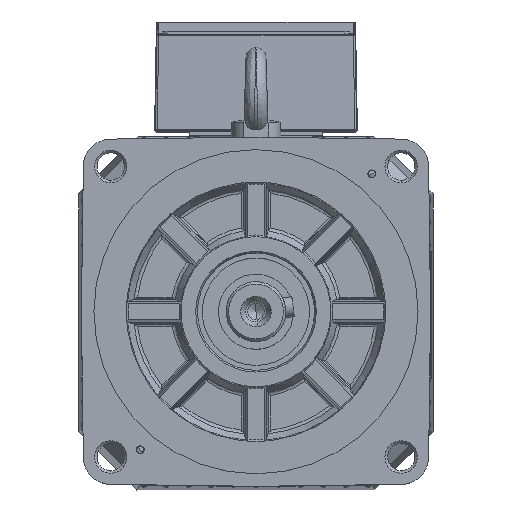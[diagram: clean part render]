
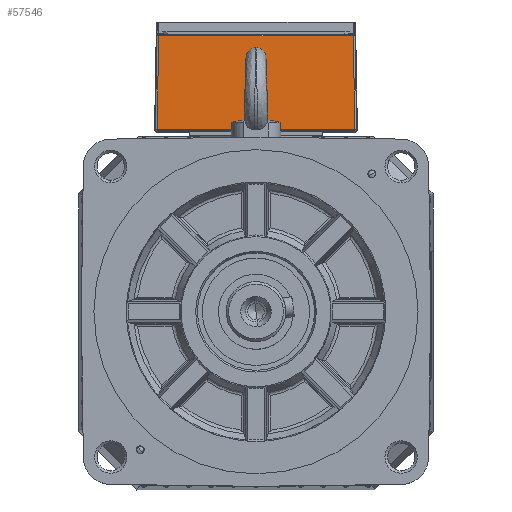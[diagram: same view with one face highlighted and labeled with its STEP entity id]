
A CAD part, top view. The second image highlights one B-rep face of the part: STEP entity #57546.
In plain terms, the highlighted planar face has unit normal (0, 0.018, 1).
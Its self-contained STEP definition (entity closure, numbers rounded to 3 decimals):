
#2020=CARTESIAN_POINT('',(39.009,110.991,35.509));
#2021=VERTEX_POINT('',#2020);
#2037=CARTESIAN_POINT('',(39.663,73.517,36.163));
#2038=VERTEX_POINT('',#2037);
#2039=CARTESIAN_POINT('',(39.009,110.991,35.509));
#2040=DIRECTION('',(0.017,-1.,0.017));
#2041=VECTOR('',#2040,37.485);
#2042=LINE('',#2039,#2041);
#2043=EDGE_CURVE('',#2021,#2038,#2042,.T.);
#56626=CARTESIAN_POINT('',(-39.009,110.991,35.509));
#56627=VERTEX_POINT('',#56626);
#56633=CARTESIAN_POINT('',(-39.009,110.991,35.509));
#56634=CARTESIAN_POINT('',(-38.87,110.991,35.509));
#56635=CARTESIAN_POINT('',(-38.738,110.991,35.509));
#56636=CARTESIAN_POINT('',(-38.398,110.991,35.509));
#56637=CARTESIAN_POINT('',(-38.194,110.991,35.509));
#56638=CARTESIAN_POINT('',(-37.583,110.991,35.509));
#56639=CARTESIAN_POINT('',(-37.177,110.991,35.509));
#56640=CARTESIAN_POINT('',(-35.957,110.991,35.509));
#56641=CARTESIAN_POINT('',(-35.136,110.991,35.509));
#56642=CARTESIAN_POINT('',(-32.66,110.991,35.509));
#56643=CARTESIAN_POINT('',(-31.014,110.991,35.509));
#56644=CARTESIAN_POINT('',(-26.096,110.991,35.509));
#56645=CARTESIAN_POINT('',(-22.816,110.991,35.509));
#56646=CARTESIAN_POINT('',(-16.252,110.991,35.509));
#56647=CARTESIAN_POINT('',(-12.971,110.991,35.509));
#56648=CARTESIAN_POINT('',(-6.409,110.991,35.509));
#56649=CARTESIAN_POINT('',(-3.127,110.991,35.509));
#56650=CARTESIAN_POINT('',(3.435,110.991,35.509));
#56651=CARTESIAN_POINT('',(6.716,110.991,35.509));
#56652=CARTESIAN_POINT('',(13.279,110.991,35.509));
#56653=CARTESIAN_POINT('',(16.559,110.991,35.509));
#56654=CARTESIAN_POINT('',(23.098,110.991,35.509));
#56655=CARTESIAN_POINT('',(26.352,110.991,35.509));
#56656=CARTESIAN_POINT('',(31.232,110.991,35.509));
#56657=CARTESIAN_POINT('',(32.867,110.991,35.509));
#56658=CARTESIAN_POINT('',(35.323,110.991,35.509));
#56659=CARTESIAN_POINT('',(36.136,110.991,35.509));
#56660=CARTESIAN_POINT('',(37.346,110.991,35.509));
#56661=CARTESIAN_POINT('',(37.748,110.991,35.509));
#56662=CARTESIAN_POINT('',(38.355,110.991,35.509));
#56663=CARTESIAN_POINT('',(38.558,110.991,35.509));
#56664=CARTESIAN_POINT('',(38.844,110.991,35.509));
#56665=CARTESIAN_POINT('',(38.926,110.991,35.509));
#56666=CARTESIAN_POINT('',(39.009,110.991,35.509));
#56667=B_SPLINE_CURVE_WITH_KNOTS('',3,(#56633,#56634,#56635,#56636,#56637,#56638,#56639,#56640,#56641,#56642,#56643,#56644,#56645,#56646,#56647,#56648,#56649,#56650,#56651,#56652,#56653,#56654,#56655,#56656,#56657,#56658,#56659,#56660,#56661,#56662,#56663,#56664,#56665,#56666),.UNSPECIFIED.,.F.,.U.,(4,2,2,2,2,2,2,2,2,2,2,2,2,2,2,2,4),(23.312,23.353,23.414,23.537,23.783,24.275,25.26,26.244,27.229,28.213,29.197,30.174,30.662,30.906,31.029,31.09,31.114),.UNSPECIFIED.);
#56668=EDGE_CURVE('',#56627,#2021,#56667,.T.);
#57425=CARTESIAN_POINT('',(-39.663,73.517,36.163));
#57426=VERTEX_POINT('',#57425);
#57427=CARTESIAN_POINT('',(39.663,73.517,36.163));
#57428=DIRECTION('',(-1.0,0.0,0.0));
#57429=VECTOR('',#57428,79.326);
#57430=LINE('',#57427,#57429);
#57431=EDGE_CURVE('',#2038,#57426,#57430,.T.);
#57525=CARTESIAN_POINT('',(-39.663,73.517,36.163));
#57526=DIRECTION('',(0.017,1.,-0.017));
#57527=VECTOR('',#57526,37.485);
#57528=LINE('',#57525,#57527);
#57529=EDGE_CURVE('',#57426,#56627,#57528,.T.);
#57535=CARTESIAN_POINT('',(-40.,111.5,35.5));
#57536=DIRECTION('',(0.,0.017,1.));
#57537=DIRECTION('',(-1.0,0.0,0.0));
#57538=AXIS2_PLACEMENT_3D('',#57535,#57536,#57537);
#57539=PLANE('',#57538);
#57540=ORIENTED_EDGE('',*,*,#56668,.F.);
#57541=ORIENTED_EDGE('',*,*,#57529,.F.);
#57542=ORIENTED_EDGE('',*,*,#57431,.F.);
#57543=ORIENTED_EDGE('',*,*,#2043,.F.);
#57544=EDGE_LOOP('',(#57540,#57541,#57542,#57543));
#57545=FACE_OUTER_BOUND('',#57544,.T.);
#57546=ADVANCED_FACE('',(#57545),#57539,.T.);
